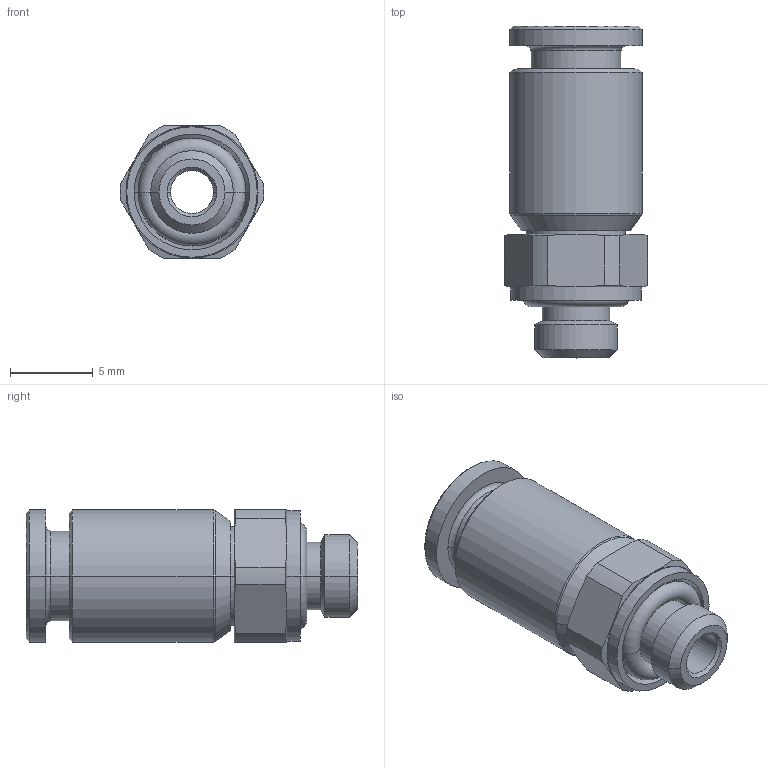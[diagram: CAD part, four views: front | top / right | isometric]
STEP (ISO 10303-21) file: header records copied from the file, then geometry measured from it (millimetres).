
FILE_DESCRIPTION((''),'2;1');
FILE_NAME('mxm.12.04.M5',(''),('sopra-pneumatic'),'PRO/ENGINEER BY PARAMETRIC TECHNOLOGY CORPORATION, 2015110','PRO/ENGINEER BY PARAMETRIC TECHNOLOGY CORPORATION, 2015110','');
FILE_SCHEMA(('CONFIG_CONTROL_DESIGN'));
Length unit declared in the file: millimetre
Products named in the file (1): 380054B_951X4-4FF-M5
Bounding box: 8.69 x 20.1 x 8 mm (x, y, z)
Volume: 624.2 mm3; surface area: 1020.2 mm2
Topology: 2 solids, 2 shells, 89 faces, 188 edges, 108 vertices
Faces by surface type: cone 38, cylinder 24, plane 15, torus 12
Entity records: 2478 total; most frequent: CARTESIAN_POINT 493, DIRECTION 450, ORIENTED_EDGE 376, AXIS2_PLACEMENT_3D 197, EDGE_CURVE 188, VERTEX_POINT 108, CIRCLE 108, EDGE_LOOP 98
